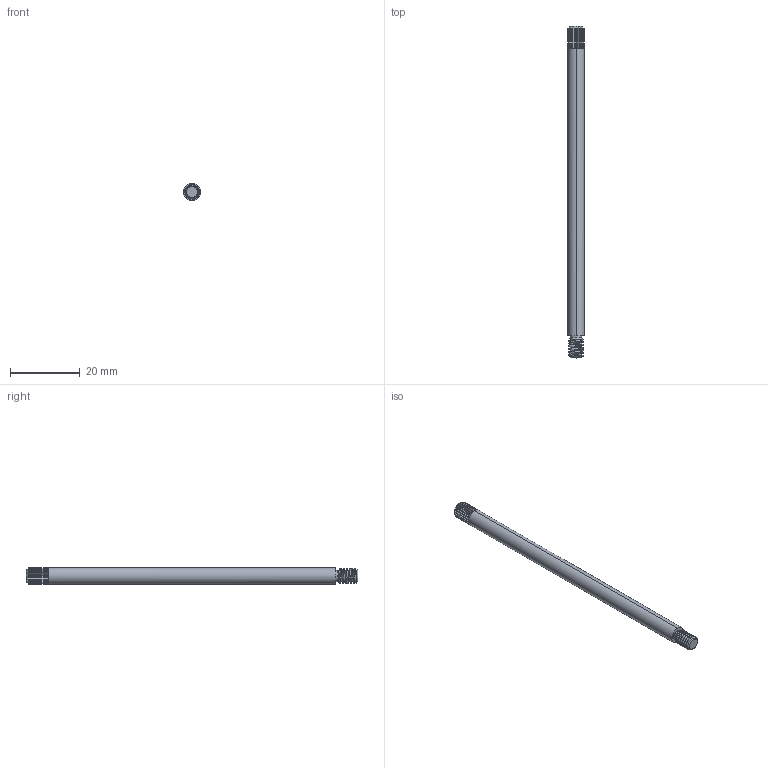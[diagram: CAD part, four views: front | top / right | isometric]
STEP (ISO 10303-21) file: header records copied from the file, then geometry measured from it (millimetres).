
FILE_DESCRIPTION (( 'STEP AP214' ), '1' );
FILE_NAME ('D1002347 PIN, LOCKING, VIBRATION ABSORBER, aLIGO, SUS.STEP', '2019-10-03T16:59:23', ( '' ), ( '' ), 'SwSTEP 2.0', 'SolidWorks 2019', '' );
FILE_SCHEMA (( 'AUTOMOTIVE_DESIGN' ));
Length unit declared in the file: inch
Products named in the file (1): D1002347 PIN, LOCKING, VIBRATION ABSORBER, aLIGO, SUS
Bounding box: 4.83 x 95.25 x 4.83 mm (x, y, z)
Volume: 1675.2 mm3; surface area: 1565.4 mm2
Topology: 1 solids, 1 shells, 91 faces, 257 edges, 170 vertices
Faces by surface type: plane 64, cylinder 17, cone 6, bspline 4
Entity records: 4509 total; most frequent: CARTESIAN_POINT 2255, ORIENTED_EDGE 514, DIRECTION 409, EDGE_CURVE 257, VERTEX_POINT 170, AXIS2_PLACEMENT_3D 142, LINE 125, VECTOR 125
